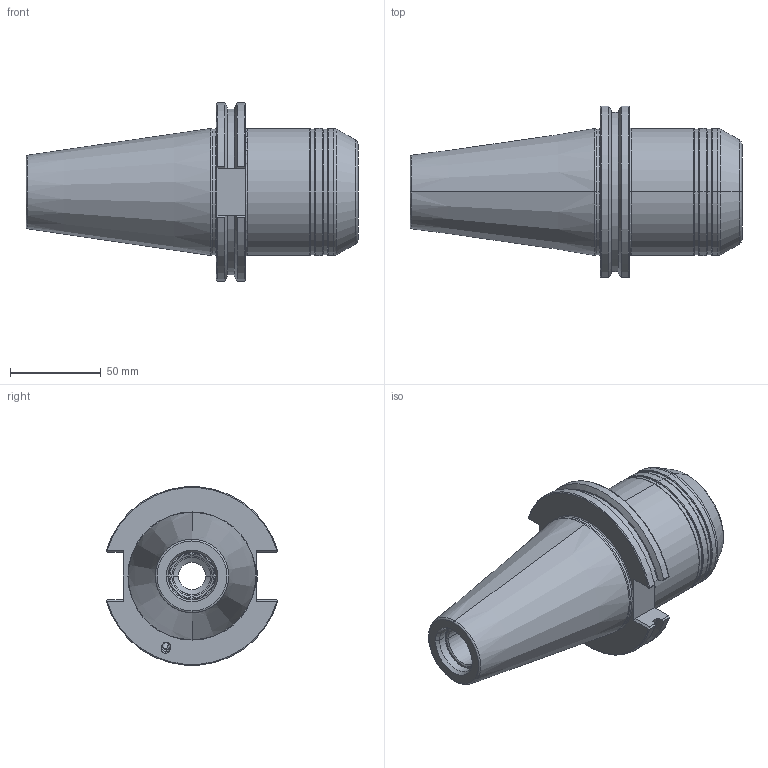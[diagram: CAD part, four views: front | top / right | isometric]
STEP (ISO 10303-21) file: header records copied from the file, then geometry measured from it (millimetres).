
FILE_DESCRIPTION((''),'2;1');
FILE_NAME('CAT50ADB-SHANK_20150526','2020-06-11T08:44:13',('eos'),(''),'CREO PARAMETRIC BY PTC INC, 2018500','CREO PARAMETRIC BY PTC INC, 2018500','');
FILE_SCHEMA(('CONFIG_CONTROL_DESIGN'));
Length unit declared in the file: millimetre
Products named in the file (1): CAT50ADB-SHANK_20150526
Bounding box: 182.6 x 94.37 x 98.07 mm (x, y, z)
Volume: 523384.5 mm3; surface area: 65493.7 mm2
Topology: 1 solids, 5 shells, 150 faces, 367 edges, 224 vertices
Faces by surface type: cylinder 52, plane 36, torus 32, cone 30
Entity records: 4633 total; most frequent: CARTESIAN_POINT 1060, DIRECTION 780, ORIENTED_EDGE 701, EDGE_CURVE 363, AXIS2_PLACEMENT_3D 323, VERTEX_POINT 224, CIRCLE 172, EDGE_LOOP 165
